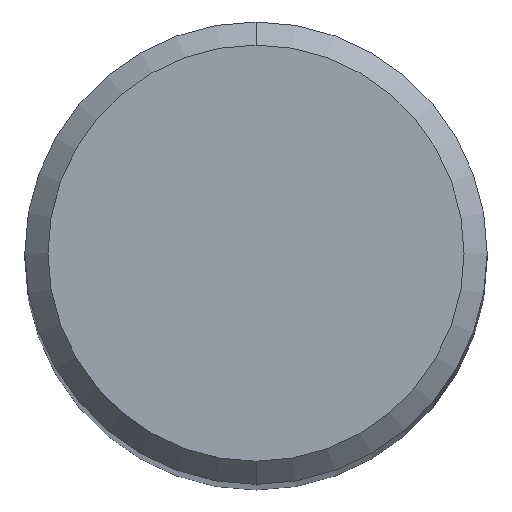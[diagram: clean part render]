
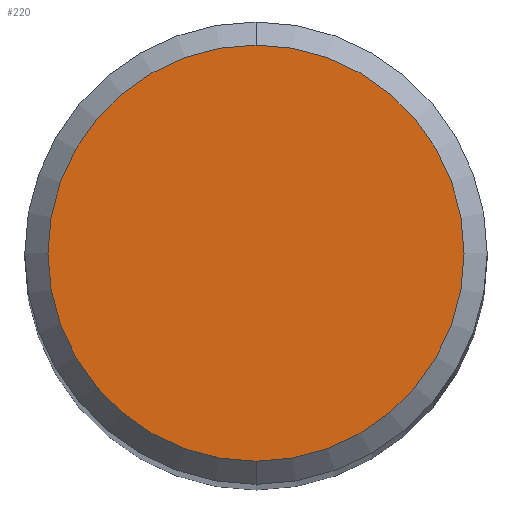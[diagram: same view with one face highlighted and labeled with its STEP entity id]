
A CAD part, top view. The second image highlights one B-rep face of the part: STEP entity #220.
In plain terms, the highlighted planar face has unit normal (0, 0, 1).
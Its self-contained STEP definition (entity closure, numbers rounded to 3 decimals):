
#220=ADVANCED_FACE('',(#528),#529,.T.);
#282=EDGE_CURVE('',#302,#390,#597,.T.);
#302=VERTEX_POINT('',#618);
#338=EDGE_CURVE('',#390,#302,#660,.T.);
#390=VERTEX_POINT('',#715);
#528=FACE_OUTER_BOUND('',#898,.T.);
#529=PLANE('',#899);
#597=CIRCLE('',#1027,3.6);
#618=CARTESIAN_POINT('',(0.,-3.6,0.0));
#660=CIRCLE('',#1122,3.6);
#715=CARTESIAN_POINT('',(0.0,3.6,0.0));
#898=EDGE_LOOP('',(#1504,#1505));
#899=AXIS2_PLACEMENT_3D('',#1506,#1507,#1508);
#1027=AXIS2_PLACEMENT_3D('',#1591,#1592,#1593);
#1122=AXIS2_PLACEMENT_3D('',#1680,#1681,#1682);
#1504=ORIENTED_EDGE('',*,*,#338,.F.);
#1505=ORIENTED_EDGE('',*,*,#282,.F.);
#1506=CARTESIAN_POINT('',(0.0,1.8,0.0));
#1507=DIRECTION('',(-0.0,0.0,1.0));
#1508=DIRECTION('',(0.0,-1.0,0.0));
#1591=CARTESIAN_POINT('',(0.0,0.0,0.0));
#1592=DIRECTION('',(0.0,0.0,-1.0));
#1593=DIRECTION('',(0.0,1.0,0.0));
#1680=CARTESIAN_POINT('',(0.0,0.0,0.0));
#1681=DIRECTION('',(0.0,0.0,-1.0));
#1682=DIRECTION('',(0.0,1.0,0.0));
